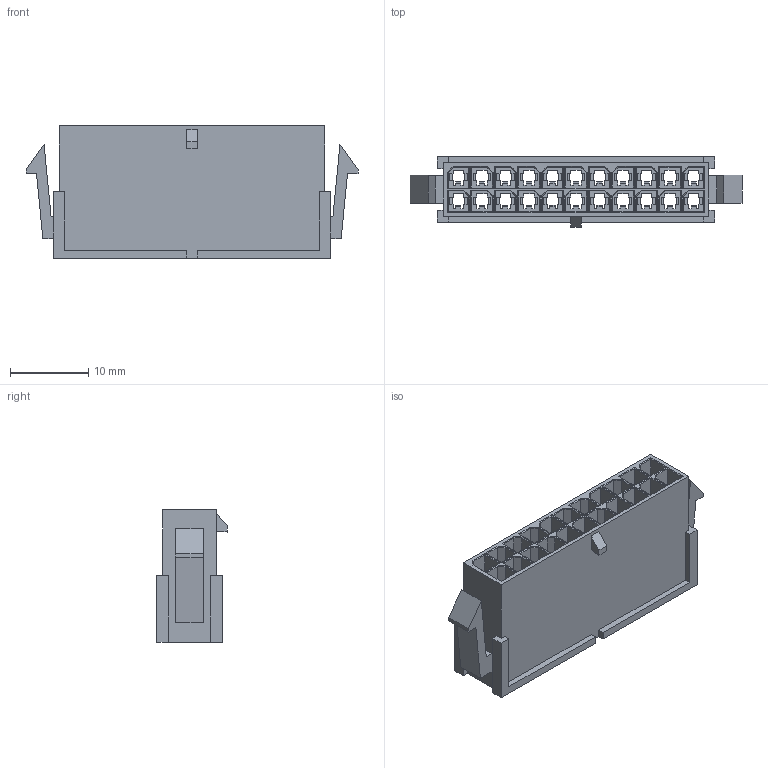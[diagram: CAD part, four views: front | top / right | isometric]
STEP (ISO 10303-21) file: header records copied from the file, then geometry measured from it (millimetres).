
FILE_DESCRIPTION(/* description */ ('Unknown'),/* implementation_level */ '2;1');
FILE_NAME(/* name */ '66202221822',/* time_stamp */ '2019-08-20T14:05:22+02:00',/* author */ ('Unknown'),/* organization */ ('Unknown'),/* preprocessor_version */ 'ST-DEVELOPER v16.7',/* originating_system */ 'DEX',/* authorisation */ $);
FILE_SCHEMA (('AUTOMOTIVE_DESIGN {1 0 10303 214 3 1 1}'));
Length unit declared in the file: millimetre
Products named in the file (2): 6620xx21822; 66202221822
Assembly tree (1 placements, depth 2):
  6620xx21822
    66202221822
Bounding box: 42.35 x 9 x 16.9 mm (x, y, z)
Volume: 2061.7 mm3; surface area: 5816.2 mm2
Topology: 1 solids, 1 shells, 1085 faces, 2977 edges, 1919 vertices
Faces by surface type: plane 1041, cylinder 44
Entity records: 33640 total; most frequent: CARTESIAN_POINT 5983, ORIENTED_EDGE 5954, DIRECTION 5239, EDGE_CURVE 2977, LINE 2889, VECTOR 2889, VERTEX_POINT 1919, AXIS2_PLACEMENT_3D 1175
